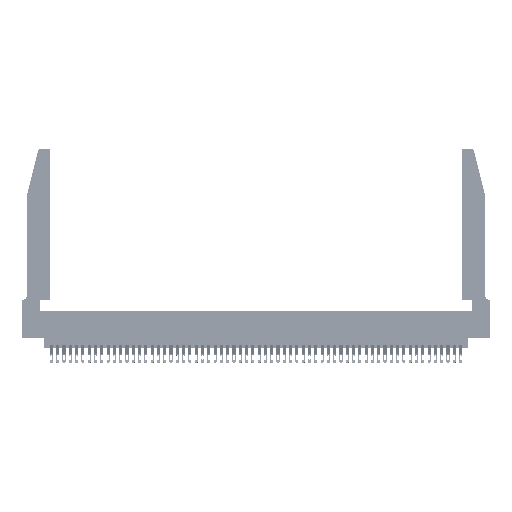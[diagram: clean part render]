
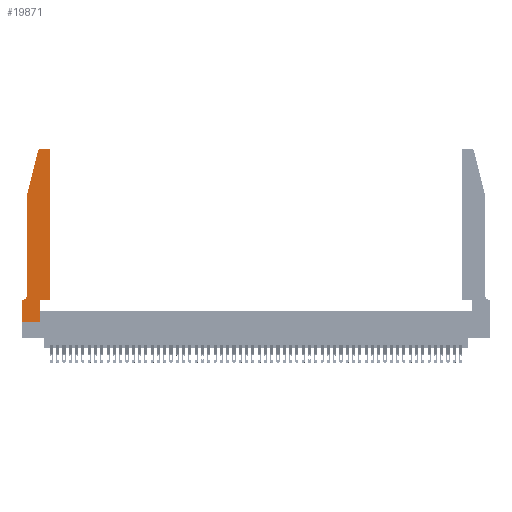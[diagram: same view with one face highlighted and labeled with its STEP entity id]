
A CAD part, top view. The second image highlights one B-rep face of the part: STEP entity #19871.
In plain terms, the highlighted planar face has unit normal (0, 0, 1).
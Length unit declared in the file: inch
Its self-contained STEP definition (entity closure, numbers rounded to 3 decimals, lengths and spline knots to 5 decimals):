
#610 = ORIENTED_EDGE ( 'NONE', *, *, #45525, .T. ) ;
#797 = CARTESIAN_POINT ( 'NONE',  ( 0.0755, 2., 0.37 ) ) ;
#872 = CARTESIAN_POINT ( 'NONE',  ( 0.4205, 2.72, 0.37 ) ) ;
#1244 = CARTESIAN_POINT ( 'NONE',  ( 0.284, 2.72, 0.37 ) ) ;
#1766 = CARTESIAN_POINT ( 'NONE',  ( 0.0755, 2., 0.37 ) ) ;
#2041 = ORIENTED_EDGE ( 'NONE', *, *, #40958, .T. ) ;
#2951 = ORIENTED_EDGE ( 'NONE', *, *, #26994, .T. ) ;
#3350 = VECTOR ( 'NONE', #24674, 39.37008 ) ;
#3482 = CIRCLE ( 'NONE', #42348, 0.03 ) ;
#3793 = CARTESIAN_POINT ( 'NONE',  ( 0., 0., 0.37 ) ) ;
#3838 = CARTESIAN_POINT ( 'NONE',  ( 0.2605, 2.75, 0.37 ) ) ;
#4479 = CARTESIAN_POINT ( 'NONE',  ( 0.4505, 2.72, 0.37 ) ) ;
#4522 = ORIENTED_EDGE ( 'NONE', *, *, #11628, .T. ) ;
#5412 = DIRECTION ( 'NONE',  ( 0., 0., 1. ) ) ;
#5910 = LINE ( 'NONE', #3838, #13668 ) ;
#6281 = CIRCLE ( 'NONE', #19770, 0.07 ) ;
#6691 = LINE ( 'NONE', #19796, #34551 ) ;
#7474 = DIRECTION ( 'NONE',  ( -1., 0., 0. ) ) ;
#7707 = LINE ( 'NONE', #13583, #36259 ) ;
#7968 = CARTESIAN_POINT ( 'NONE',  ( 0.0055, 0.42, 0.37 ) ) ;
#8331 = ORIENTED_EDGE ( 'NONE', *, *, #26431, .T. ) ;
#9192 = FACE_OUTER_BOUND ( 'NONE', #39938, .T. ) ;
#9388 = DIRECTION ( 'NONE',  ( -0.239, -0.971, 0. ) ) ;
#10719 = DIRECTION ( 'NONE',  ( -1., 0., 0. ) ) ;
#11628 = EDGE_CURVE ( 'NONE', #29163, #17668, #19888, .T. ) ;
#12638 = VERTEX_POINT ( 'NONE', #22541 ) ;
#13165 = EDGE_CURVE ( 'NONE', #34764, #29163, #49618, .T. ) ;
#13197 = DIRECTION ( 'NONE',  ( 0., 0., 1. ) ) ;
#13357 = CARTESIAN_POINT ( 'NONE',  ( 0.4205, 2.75, 0.37 ) ) ;
#13583 = CARTESIAN_POINT ( 'NONE',  ( 0.4505, 0.35, 0.37 ) ) ;
#13668 = VECTOR ( 'NONE', #7474, 39.37008 ) ;
#14717 = CARTESIAN_POINT ( 'NONE',  ( 0.4505, 0.35, 0.37 ) ) ;
#14896 = VERTEX_POINT ( 'NONE', #38044 ) ;
#15115 = VECTOR ( 'NONE', #46575, 39.37008 ) ;
#17339 = CARTESIAN_POINT ( 'NONE',  ( 0., 0., 0.37 ) ) ;
#17650 = VERTEX_POINT ( 'NONE', #31525 ) ;
#17668 = VERTEX_POINT ( 'NONE', #20252 ) ;
#18585 = CARTESIAN_POINT ( 'NONE',  ( 0.25487, 2.72718, 0.37 ) ) ;
#18683 = ORIENTED_EDGE ( 'NONE', *, *, #35932, .T. ) ;
#18797 = DIRECTION ( 'NONE',  ( 0., 0., 1. ) ) ;
#19226 = EDGE_CURVE ( 'NONE', #37313, #34764, #47570, .T. ) ;
#19770 = AXIS2_PLACEMENT_3D ( 'NONE', #7968, #36942, #49355 ) ;
#19796 = CARTESIAN_POINT ( 'NONE',  ( 0.0755, 0.35, 0.37 ) ) ;
#19805 = CARTESIAN_POINT ( 'NONE',  ( 0.0055, 0.35, 0.37 ) ) ;
#19871 = ADVANCED_FACE ( 'NONE', ( #9192 ), #22795, .T. ) ;
#19888 = LINE ( 'NONE', #797, #26410 ) ;
#20252 = CARTESIAN_POINT ( 'NONE',  ( 0.0755, 0.42, 0.37 ) ) ;
#22541 = CARTESIAN_POINT ( 'NONE',  ( 0., 0., 0.37 ) ) ;
#22795 = PLANE ( 'NONE',  #50137 ) ;
#24664 = VECTOR ( 'NONE', #38247, 39.37008 ) ;
#24674 = DIRECTION ( 'NONE',  ( 1., 0., 0. ) ) ;
#25290 = LINE ( 'NONE', #47003, #24664 ) ;
#25428 = VERTEX_POINT ( 'NONE', #30088 ) ;
#26410 = VECTOR ( 'NONE', #30394, 39.37008 ) ;
#26431 = EDGE_CURVE ( 'NONE', #51826, #42441, #3482, .T. ) ;
#26994 = EDGE_CURVE ( 'NONE', #25428, #12638, #50847, .T. ) ;
#27544 = VECTOR ( 'NONE', #9388, 39.37008 ) ;
#27616 = CARTESIAN_POINT ( 'NONE',  ( 0.284, 2.75, 0.37 ) ) ;
#27623 = ORIENTED_EDGE ( 'NONE', *, *, #50500, .T. ) ;
#28069 = VERTEX_POINT ( 'NONE', #49356 ) ;
#29163 = VERTEX_POINT ( 'NONE', #31650 ) ;
#30088 = CARTESIAN_POINT ( 'NONE',  ( 0., 0.35, 0.37 ) ) ;
#30394 = DIRECTION ( 'NONE',  ( 0., -1., 0. ) ) ;
#30768 = CARTESIAN_POINT ( 'NONE',  ( 0., 0.35, 0.37 ) ) ;
#31444 = EDGE_CURVE ( 'NONE', #17668, #48172, #6281, .T. ) ;
#31525 = CARTESIAN_POINT ( 'NONE',  ( 0.2865, 0., 0.37 ) ) ;
#31650 = CARTESIAN_POINT ( 'NONE',  ( 0.0755, 2., 0.37 ) ) ;
#34551 = VECTOR ( 'NONE', #10719, 39.37008 ) ;
#34764 = VERTEX_POINT ( 'NONE', #18585 ) ;
#35659 = ORIENTED_EDGE ( 'NONE', *, *, #13165, .T. ) ;
#35745 = ORIENTED_EDGE ( 'NONE', *, *, #19226, .T. ) ;
#35932 = EDGE_CURVE ( 'NONE', #17650, #28069, #25290, .T. ) ;
#36259 = VECTOR ( 'NONE', #50255, 39.37008 ) ;
#36942 = DIRECTION ( 'NONE',  ( 0., 0., -1. ) ) ;
#37313 = VERTEX_POINT ( 'NONE', #27616 ) ;
#37793 = ORIENTED_EDGE ( 'NONE', *, *, #45987, .T. ) ;
#38044 = CARTESIAN_POINT ( 'NONE',  ( 0.4505, 0.35, 0.37 ) ) ;
#38247 = DIRECTION ( 'NONE',  ( 0., 1., 0. ) ) ;
#39938 = EDGE_LOOP ( 'NONE', ( #610, #35745, #35659, #4522, #40184, #45990, #2951, #2041, #18683, #27623, #37793, #8331 ) ) ;
#40184 = ORIENTED_EDGE ( 'NONE', *, *, #31444, .T. ) ;
#40799 = EDGE_CURVE ( 'NONE', #48172, #25428, #6691, .T. ) ;
#40885 = VECTOR ( 'NONE', #53751, 39.37008 ) ;
#40958 = EDGE_CURVE ( 'NONE', #12638, #17650, #50833, .T. ) ;
#41705 = DIRECTION ( 'NONE',  ( 1., 0., 0. ) ) ;
#42348 = AXIS2_PLACEMENT_3D ( 'NONE', #872, #13197, #41705 ) ;
#42441 = VERTEX_POINT ( 'NONE', #13357 ) ;
#43530 = LINE ( 'NONE', #14717, #40885 ) ;
#45525 = EDGE_CURVE ( 'NONE', #42441, #37313, #5910, .T. ) ;
#45987 = EDGE_CURVE ( 'NONE', #14896, #51826, #43530, .T. ) ;
#45990 = ORIENTED_EDGE ( 'NONE', *, *, #40799, .T. ) ;
#46575 = DIRECTION ( 'NONE',  ( 0., -1., 0. ) ) ;
#47003 = CARTESIAN_POINT ( 'NONE',  ( 0.2865, 0.35, 0.37 ) ) ;
#47280 = DIRECTION ( 'NONE',  ( 1., 0., 0. ) ) ;
#47570 = CIRCLE ( 'NONE', #48380, 0.03 ) ;
#48172 = VERTEX_POINT ( 'NONE', #19805 ) ;
#48380 = AXIS2_PLACEMENT_3D ( 'NONE', #1244, #5412, #52603 ) ;
#49355 = DIRECTION ( 'NONE',  ( -1., 0., 0. ) ) ;
#49356 = CARTESIAN_POINT ( 'NONE',  ( 0.2865, 0.35, 0.37 ) ) ;
#49618 = LINE ( 'NONE', #1766, #27544 ) ;
#50137 = AXIS2_PLACEMENT_3D ( 'NONE', #30768, #18797, #47280 ) ;
#50255 = DIRECTION ( 'NONE',  ( 1., 0., 0. ) ) ;
#50500 = EDGE_CURVE ( 'NONE', #28069, #14896, #7707, .T. ) ;
#50833 = LINE ( 'NONE', #3793, #3350 ) ;
#50847 = LINE ( 'NONE', #17339, #15115 ) ;
#51826 = VERTEX_POINT ( 'NONE', #4479 ) ;
#52603 = DIRECTION ( 'NONE',  ( 1., 0., 0. ) ) ;
#53751 = DIRECTION ( 'NONE',  ( 0., 1., 0. ) ) ;
